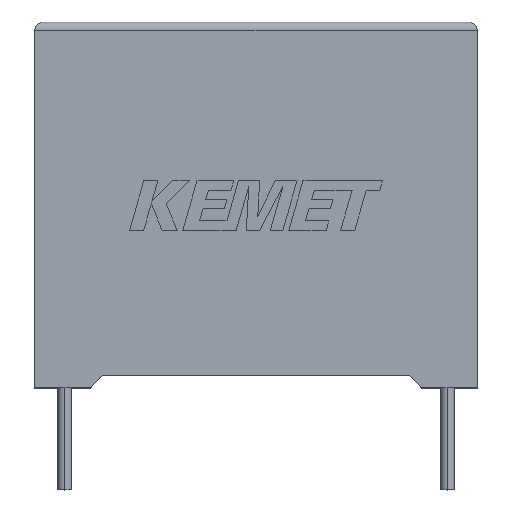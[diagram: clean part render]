
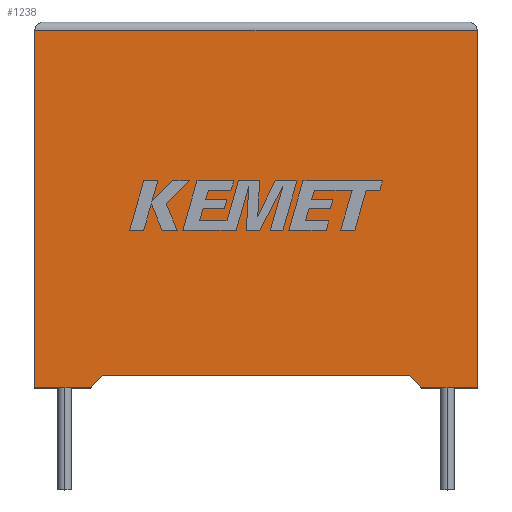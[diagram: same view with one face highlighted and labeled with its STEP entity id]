
A CAD part, top view. The second image highlights one B-rep face of the part: STEP entity #1238.
In plain terms, the highlighted planar face has unit normal (0, 0, 1).
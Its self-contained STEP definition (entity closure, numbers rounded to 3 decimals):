
#8 = LINE ( 'NONE', #485, #2744 ) ;
#19 = ORIENTED_EDGE ( 'NONE', *, *, #1702, .F. ) ;
#61 = VERTEX_POINT ( 'NONE', #2458 ) ;
#63 = VERTEX_POINT ( 'NONE', #2251 ) ;
#99 = ORIENTED_EDGE ( 'NONE', *, *, #1680, .T. ) ;
#137 = DIRECTION ( 'NONE',  ( -1., 0., 0. ) ) ;
#150 = CARTESIAN_POINT ( 'NONE',  ( 26., 21., 11. ) ) ;
#199 = CARTESIAN_POINT ( 'NONE',  ( 0., 21., 11. ) ) ;
#343 = ORIENTED_EDGE ( 'NONE', *, *, #1146, .T. ) ;
#349 = ORIENTED_EDGE ( 'NONE', *, *, #1059, .T. ) ;
#350 = CARTESIAN_POINT ( 'NONE',  ( 0., 21., 11. ) ) ;
#422 = DIRECTION ( 'NONE',  ( 0., 1., 0. ) ) ;
#443 = DIRECTION ( 'NONE',  ( 1., 0., 0. ) ) ;
#466 = LINE ( 'NONE', #2369, #2313 ) ;
#485 = CARTESIAN_POINT ( 'NONE',  ( 0., 0., 11. ) ) ;
#590 = DIRECTION ( 'NONE',  ( 1., 0., 0. ) ) ;
#694 = CARTESIAN_POINT ( 'NONE',  ( 26., 0., 11. ) ) ;
#828 = DIRECTION ( 'NONE',  ( 0., 0., -1. ) ) ;
#835 = EDGE_LOOP ( 'NONE', ( #2576, #349, #99, #343, #19, #1724, #1772, #1432 ) ) ;
#878 = CARTESIAN_POINT ( 'NONE',  ( 0., 0., 11. ) ) ;
#961 = DIRECTION ( 'NONE',  ( -1., 0., 0. ) ) ;
#987 = VECTOR ( 'NONE', #422, 1000. ) ;
#1059 = EDGE_CURVE ( 'NONE', #3028, #1939, #2098, .T. ) ;
#1060 = CARTESIAN_POINT ( 'NONE',  ( 0., 0., 11. ) ) ;
#1146 = EDGE_CURVE ( 'NONE', #1956, #2927, #8, .T. ) ;
#1238 = ADVANCED_FACE ( 'NONE', ( #1455 ), #1475, .F. ) ;
#1257 = EDGE_CURVE ( 'NONE', #61, #2614, #1994, .T. ) ;
#1290 = DIRECTION ( 'NONE',  ( -0.698, -0.716, 0. ) ) ;
#1314 = LINE ( 'NONE', #2962, #1814 ) ;
#1320 = CARTESIAN_POINT ( 'NONE',  ( 0., 0., 11. ) ) ;
#1348 = CARTESIAN_POINT ( 'NONE',  ( 22.75, 0., 11. ) ) ;
#1356 = EDGE_CURVE ( 'NONE', #2614, #3028, #2809, .T. ) ;
#1378 = VECTOR ( 'NONE', #1611, 1000. ) ;
#1382 = VECTOR ( 'NONE', #1773, 1000. ) ;
#1432 = ORIENTED_EDGE ( 'NONE', *, *, #1257, .T. ) ;
#1455 = FACE_OUTER_BOUND ( 'NONE', #835, .T. ) ;
#1461 = EDGE_CURVE ( 'NONE', #63, #1674, #466, .T. ) ;
#1475 = PLANE ( 'NONE',  #1813 ) ;
#1535 = CARTESIAN_POINT ( 'NONE',  ( 3.972, 0.741, 11. ) ) ;
#1611 = DIRECTION ( 'NONE',  ( -1., 0., 0. ) ) ;
#1620 = VECTOR ( 'NONE', #590, 1000. ) ;
#1641 = EDGE_CURVE ( 'NONE', #63, #61, #1757, .T. ) ;
#1674 = VERTEX_POINT ( 'NONE', #1535 ) ;
#1680 = EDGE_CURVE ( 'NONE', #1939, #1956, #2724, .T. ) ;
#1702 = EDGE_CURVE ( 'NONE', #1674, #2927, #1314, .T. ) ;
#1724 = ORIENTED_EDGE ( 'NONE', *, *, #1461, .F. ) ;
#1757 = LINE ( 'NONE', #1348, #2218 ) ;
#1772 = ORIENTED_EDGE ( 'NONE', *, *, #1641, .T. ) ;
#1773 = DIRECTION ( 'NONE',  ( 0., -1., 0. ) ) ;
#1813 = AXIS2_PLACEMENT_3D ( 'NONE', #878, #828, #137 ) ;
#1814 = VECTOR ( 'NONE', #1290, 1000. ) ;
#1939 = VERTEX_POINT ( 'NONE', #350 ) ;
#1956 = VERTEX_POINT ( 'NONE', #1060 ) ;
#1994 = LINE ( 'NONE', #1320, #1620 ) ;
#2055 = CARTESIAN_POINT ( 'NONE',  ( 0., 0., 11. ) ) ;
#2093 = CARTESIAN_POINT ( 'NONE',  ( 3.25, 0., 11. ) ) ;
#2098 = LINE ( 'NONE', #199, #1378 ) ;
#2218 = VECTOR ( 'NONE', #2240, 1000. ) ;
#2240 = DIRECTION ( 'NONE',  ( 0.698, -0.716, 0. ) ) ;
#2251 = CARTESIAN_POINT ( 'NONE',  ( 22.028, 0.741, 11. ) ) ;
#2313 = VECTOR ( 'NONE', #961, 1000. ) ;
#2369 = CARTESIAN_POINT ( 'NONE',  ( 13., 0.741, 11. ) ) ;
#2458 = CARTESIAN_POINT ( 'NONE',  ( 22.75, 0., 11. ) ) ;
#2544 = CARTESIAN_POINT ( 'NONE',  ( 26., 0., 11. ) ) ;
#2576 = ORIENTED_EDGE ( 'NONE', *, *, #1356, .T. ) ;
#2614 = VERTEX_POINT ( 'NONE', #2544 ) ;
#2724 = LINE ( 'NONE', #2055, #1382 ) ;
#2744 = VECTOR ( 'NONE', #443, 1000. ) ;
#2809 = LINE ( 'NONE', #694, #987 ) ;
#2927 = VERTEX_POINT ( 'NONE', #2093 ) ;
#2962 = CARTESIAN_POINT ( 'NONE',  ( 3.25, 0., 11. ) ) ;
#3028 = VERTEX_POINT ( 'NONE', #150 ) ;
